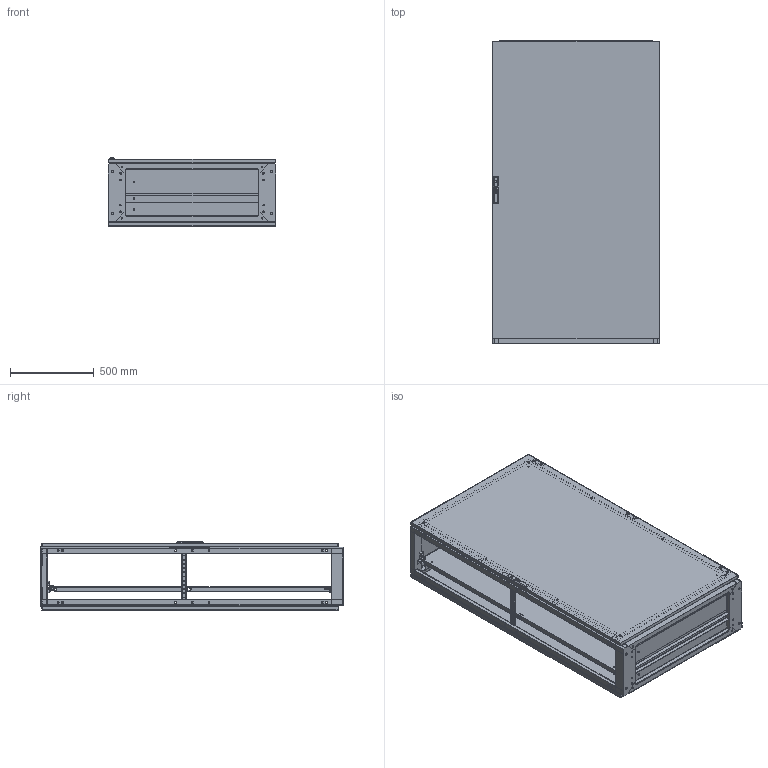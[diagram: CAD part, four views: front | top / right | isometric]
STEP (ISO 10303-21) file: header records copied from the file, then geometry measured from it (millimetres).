
FILE_DESCRIPTION (( 'STEP AP214' ), '1' );
FILE_NAME ('0395-1018-40-17.STEP', '2014-12-02T10:00:43', ( '' ), ( '' ), 'SwSTEP 2.0', 'SolidWorks 2014', '' );
FILE_SCHEMA (( 'AUTOMOTIVE_DESIGN' ));
Length unit declared in the file: millimetre
Products named in the file (19): Tiefenstrebe 0396 (Modell) T 400; Bodenplatte vorne 0395 (Modell) B 1000 T 400; Bodenplatte mitte 0395 (Modell) B 1000 T 400; Bodenplatte hinten 0395 (Modell) B 1000; Rueckwand 0395 (Modell) B 1000 H 1800; Dachplatte 0395 (Modell) B 1000 T 400; Schrankgrundgestell 0395 (Modell) B 1000 H 1800 T 400; Strebe rechts vorne-hinten 0395 (Modell) H 1800; Tuere 0395 (Modell) B 1000 H 1800; Strebe links vorne-hinten 0395 (Modell) H 1800; Montageplatte kpl 0348 (Modell) B 1000 H 1800; Dach 0395 (Modell) B 1000 T 400; Arretierwinkel kpl rechts (Modell) 1000; Bodenblech 0395 (Modell) B 1000 T 400; Arretierwinkel kpl links (Modell) 1000; Rasthalterung kpl rechts (Modell) 1000; 0395-1018-40-17; Rasthalterung kpl links (Modell) 1000; Montageplatte 0348 (Modell) B 1000 H 1800
Assembly tree (21 placements, depth 3):
  0395-1018-40-17
    Schrankgrundgestell 0395 (Modell) B 1000 H 1800 T 400
      Bodenblech 0395 (Modell) B 1000 T 400
      Dach 0395 (Modell) B 1000 T 400
      Strebe links vorne-hinten 0395 (Modell) H 1800  x2
      Strebe rechts vorne-hinten 0395 (Modell) H 1800  x2
    Dachplatte 0395 (Modell) B 1000 T 400
    Rueckwand 0395 (Modell) B 1000 H 1800
    Bodenplatte hinten 0395 (Modell) B 1000
    Bodenplatte mitte 0395 (Modell) B 1000 T 400
    Bodenplatte vorne 0395 (Modell) B 1000 T 400
    Tiefenstrebe 0396 (Modell) T 400  x2
    Montageplatte kpl 0348 (Modell) B 1000 H 1800
      Montageplatte 0348 (Modell) B 1000 H 1800
      Rasthalterung kpl links (Modell) 1000
      Rasthalterung kpl rechts (Modell) 1000
      Arretierwinkel kpl links (Modell) 1000
      Arretierwinkel kpl rechts (Modell) 1000
    Tuere 0395 (Modell) B 1000 H 1800
Bounding box: 1000 x 1807.6 x 408.5 mm (x, y, z)
Volume: 17789682.2 mm3; surface area: 16950958.6 mm2
Topology: 31 solids, 33 shells, 3152 faces, 8403 edges, 5554 vertices
Faces by surface type: plane 1641, cylinder 1409, cone 102
Entity records: 116023 total; most frequent: DIRECTION 16466, CARTESIAN_POINT 16204, ORIENTED_EDGE 15620, EDGE_CURVE 7810, AXIS2_PLACEMENT_3D 5758, VERTEX_POINT 5160, LINE 4950, VECTOR 4950
